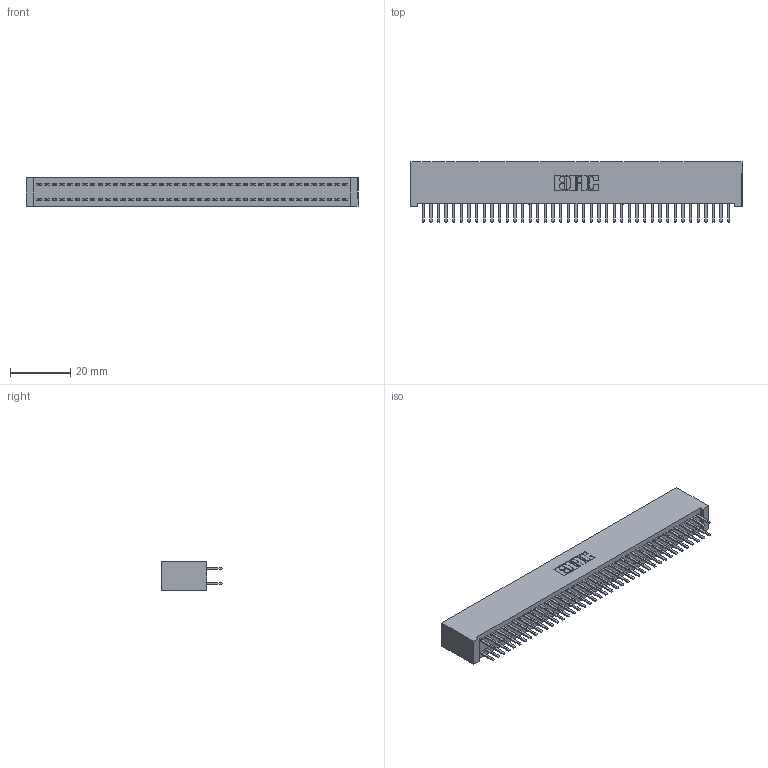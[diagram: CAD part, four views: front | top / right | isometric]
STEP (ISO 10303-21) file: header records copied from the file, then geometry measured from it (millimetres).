
FILE_DESCRIPTION (( 'STEP AP203' ), '1' );
FILE_NAME ('392-082-520-201.STEP', '2018-08-18T03:23:39', ( '' ), ( '' ), 'SwSTEP 2.0', 'SolidWorks 2016', '' );
FILE_SCHEMA (( 'CONFIG_CONTROL_DESIGN' ));
Length unit declared in the file: inch
Products named in the file (3): 342 Part_Lugless; 345-292-001_345-293-120; 392-082-520-201
Assembly tree (83 placements, depth 2):
  392-082-520-201
    342 Part_Lugless
    345-292-001_345-293-120  x82
Bounding box: 110.39 x 20.02 x 9.4 mm (x, y, z)
Volume: 10317.1 mm3; surface area: 17130.2 mm2
Topology: 83 solids, 83 shells, 4694 faces, 13641 edges, 8874 vertices
Faces by surface type: plane 3178, cylinder 1516
Entity records: 26211 total; most frequent: CARTESIAN_POINT 4354, ORIENTED_EDGE 4278, DIRECTION 3703, EDGE_CURVE 2139, VECTOR 2015, LINE 2015, VERTEX_POINT 1422, AXIS2_PLACEMENT_3D 844
